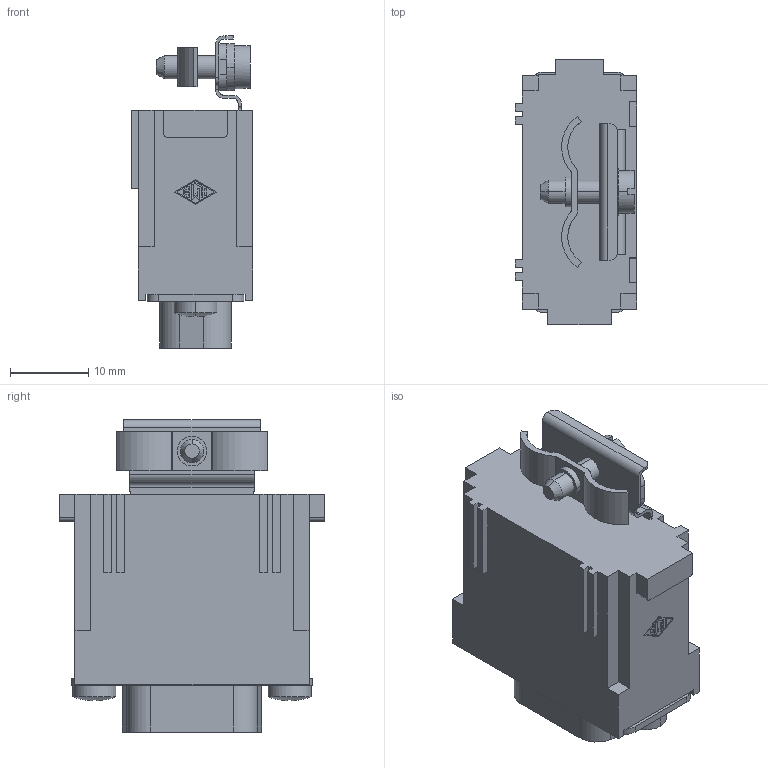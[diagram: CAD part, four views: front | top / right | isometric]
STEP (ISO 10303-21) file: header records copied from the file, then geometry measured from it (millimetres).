
FILE_DESCRIPTION(('Creo Elements/Direct Modeling STEP Export'),'2;1');
FILE_NAME('0ln7uvk527lplf61752','2020-04-15T11:38:43',(''),(''),'Creo Elements/Direct Modeling STEP processor for AP214 (Solid Model)','Creo Elements/Direct Modeling 20.1B 02-Apr-2019 (C) Parametric Technology GmbH','');
FILE_SCHEMA(('AUTOMOTIVE_DESIGN { 1 0 10303 214 1 1 1 1 }'));
Length unit declared in the file: millimetre
Products named in the file (2): CX 01 9VM2
Assembly tree (1 placements, depth 2):
  CX 01 9VM2
    CX 01 9VM2
Bounding box: 15.6 x 34 x 40 mm (x, y, z)
Volume: 11110.3 mm3; surface area: 4984.2 mm2
Topology: 1 solids, 1 shells, 249 faces, 689 edges, 469 vertices
Faces by surface type: plane 163, cylinder 78, torus 6, cone 2
Entity records: 9858 total; most frequent: CARTESIAN_POINT 1663, ORIENTED_EDGE 1378, DIRECTION 1215, EDGE_CURVE 689, VERTEX_POINT 469, VECTOR 445, LINE 445, AXIS2_PLACEMENT_3D 385
